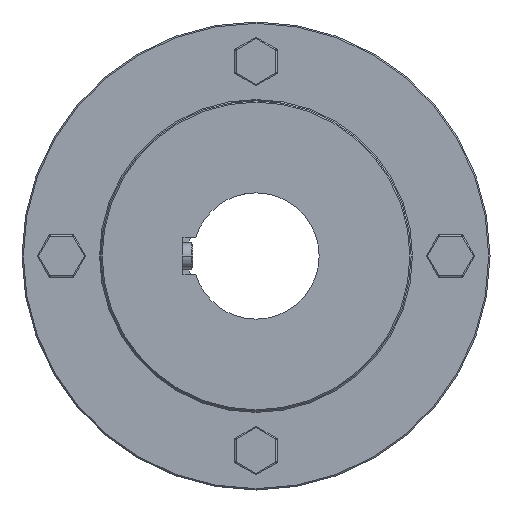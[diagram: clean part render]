
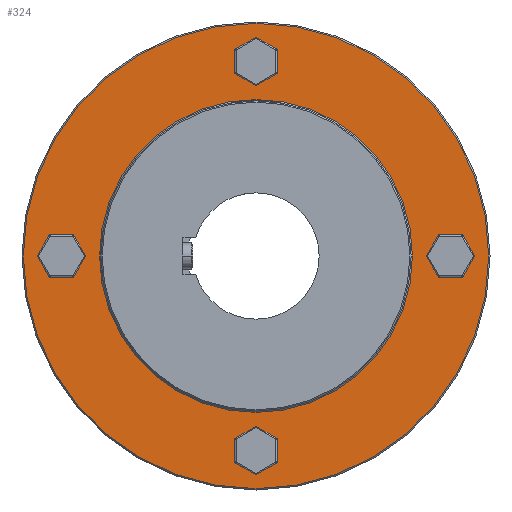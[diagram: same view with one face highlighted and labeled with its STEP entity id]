
A CAD part, left-side view. The second image highlights one B-rep face of the part: STEP entity #324.
In plain terms, the highlighted planar face has unit normal (-1, 0, 0).
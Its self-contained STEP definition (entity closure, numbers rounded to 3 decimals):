
#123 = EDGE_CURVE ( 'NONE', #568, #566, #4173, .T. ) ;
#127 = EDGE_CURVE ( 'NONE', #571, #569, #4178, .T. ) ;
#131 = EDGE_CURVE ( 'NONE', #816, #817, #4185, .T. ) ;
#135 = EDGE_CURVE ( 'NONE', #820, #821, #4189, .T. ) ;
#141 = EDGE_CURVE ( 'NONE', #839, #838, #4197, .T. ) ;
#155 = EDGE_CURVE ( 'NONE', #840, #841, #4217, .T. ) ;
#324 = ADVANCED_FACE ( 'NONE', ( #5844, #5847, #5848, #5850, #5838, #5845 ), #5646, .T. ) ;
#566 = VERTEX_POINT ( 'NONE', #7005 ) ;
#568 = VERTEX_POINT ( 'NONE', #7007 ) ;
#569 = VERTEX_POINT ( 'NONE', #7008 ) ;
#571 = VERTEX_POINT ( 'NONE', #7010 ) ;
#816 = VERTEX_POINT ( 'NONE', #7255 ) ;
#817 = VERTEX_POINT ( 'NONE', #7256 ) ;
#820 = VERTEX_POINT ( 'NONE', #7259 ) ;
#821 = VERTEX_POINT ( 'NONE', #7260 ) ;
#838 = VERTEX_POINT ( 'NONE', #7277 ) ;
#839 = VERTEX_POINT ( 'NONE', #7278 ) ;
#840 = VERTEX_POINT ( 'NONE', #7279 ) ;
#841 = VERTEX_POINT ( 'NONE', #7280 ) ;
#1251 = EDGE_CURVE ( 'NONE', #817, #816, #5864, .T. ) ;
#1253 = EDGE_CURVE ( 'NONE', #566, #568, #5867, .T. ) ;
#1257 = EDGE_CURVE ( 'NONE', #838, #839, #5871, .T. ) ;
#1258 = EDGE_CURVE ( 'NONE', #569, #571, #5873, .T. ) ;
#1259 = EDGE_CURVE ( 'NONE', #821, #820, #5875, .T. ) ;
#1260 = EDGE_CURVE ( 'NONE', #841, #840, #5877, .T. ) ;
#1594 = ORIENTED_EDGE ( 'NONE', *, *, #123, .F. ) ;
#1595 = ORIENTED_EDGE ( 'NONE', *, *, #1253, .F. ) ;
#1596 = ORIENTED_EDGE ( 'NONE', *, *, #127, .F. ) ;
#1597 = ORIENTED_EDGE ( 'NONE', *, *, #1258, .F. ) ;
#1598 = ORIENTED_EDGE ( 'NONE', *, *, #131, .F. ) ;
#1599 = ORIENTED_EDGE ( 'NONE', *, *, #1251, .F. ) ;
#1600 = ORIENTED_EDGE ( 'NONE', *, *, #135, .F. ) ;
#1601 = ORIENTED_EDGE ( 'NONE', *, *, #1259, .F. ) ;
#1602 = ORIENTED_EDGE ( 'NONE', *, *, #1260, .T. ) ;
#1603 = ORIENTED_EDGE ( 'NONE', *, *, #155, .T. ) ;
#1604 = ORIENTED_EDGE ( 'NONE', *, *, #141, .T. ) ;
#1605 = ORIENTED_EDGE ( 'NONE', *, *, #1257, .T. ) ;
#3612 = AXIS2_PLACEMENT_3D ( 'NONE', #4810, #4812, #4813 ) ;
#3617 = AXIS2_PLACEMENT_3D ( 'NONE', #4820, #4822, #4823 ) ;
#3619 = AXIS2_PLACEMENT_3D ( 'NONE', #4830, #4832, #4833 ) ;
#3621 = AXIS2_PLACEMENT_3D ( 'NONE', #4811, #4874, #4875 ) ;
#3622 = AXIS2_PLACEMENT_3D ( 'NONE', #4922, #4923, #4924 ) ;
#3627 = AXIS2_PLACEMENT_3D ( 'NONE', #4990, #4991, #4992 ) ;
#3815 = EDGE_LOOP ( 'NONE', ( #1594, #1595 ) ) ;
#3825 = EDGE_LOOP ( 'NONE', ( #1596, #1597 ) ) ;
#3826 = EDGE_LOOP ( 'NONE', ( #1598, #1599 ) ) ;
#3827 = EDGE_LOOP ( 'NONE', ( #1600, #1601 ) ) ;
#3828 = EDGE_LOOP ( 'NONE', ( #1602, #1603 ) ) ;
#3830 = EDGE_LOOP ( 'NONE', ( #1604, #1605 ) ) ;
#4173 = CIRCLE ( 'NONE', #3612, 5. ) ;
#4178 = CIRCLE ( 'NONE', #3617, 5. ) ;
#4185 = CIRCLE ( 'NONE', #3619, 5. ) ;
#4189 = CIRCLE ( 'NONE', #3621, 5. ) ;
#4197 = CIRCLE ( 'NONE', #3622, 59.5 ) ;
#4217 = CIRCLE ( 'NONE', #3627, 88.5 ) ;
#4810 = CARTESIAN_POINT ( 'NONE',  ( -31., 74., 0. ) ) ;
#4811 = CARTESIAN_POINT ( 'NONE',  ( -31., 0., -74. ) ) ;
#4812 = DIRECTION ( 'NONE',  ( -1., 0., 0. ) ) ;
#4813 = DIRECTION ( 'NONE',  ( 0., 0., 1. ) ) ;
#4820 = CARTESIAN_POINT ( 'NONE',  ( -31., 0., 74. ) ) ;
#4822 = DIRECTION ( 'NONE',  ( -1., 0., 0. ) ) ;
#4823 = DIRECTION ( 'NONE',  ( 0., 0., 1. ) ) ;
#4830 = CARTESIAN_POINT ( 'NONE',  ( -31., -74., 0. ) ) ;
#4832 = DIRECTION ( 'NONE',  ( -1., 0., 0. ) ) ;
#4833 = DIRECTION ( 'NONE',  ( 0., 0., 1. ) ) ;
#4874 = DIRECTION ( 'NONE',  ( -1., 0., 0. ) ) ;
#4875 = DIRECTION ( 'NONE',  ( 0., 0., 1. ) ) ;
#4922 = CARTESIAN_POINT ( 'NONE',  ( -31., 0., 0. ) ) ;
#4923 = DIRECTION ( 'NONE',  ( 1., 0., 0. ) ) ;
#4924 = DIRECTION ( 'NONE',  ( 0., 0., 1. ) ) ;
#4990 = CARTESIAN_POINT ( 'NONE',  ( -31., 0., 0. ) ) ;
#4991 = DIRECTION ( 'NONE',  ( -1., 0., 0. ) ) ;
#4992 = DIRECTION ( 'NONE',  ( 0., 0., 1. ) ) ;
#5644 = CARTESIAN_POINT ( 'NONE',  ( -31., 89., 0. ) ) ;
#5646 = PLANE ( 'NONE',  #6288 ) ;
#5649 = DIRECTION ( 'NONE',  ( -1., 0., 0. ) ) ;
#5650 = DIRECTION ( 'NONE',  ( 0., 0., 1. ) ) ;
#5838 = FACE_OUTER_BOUND ( 'NONE', #3828, .T. ) ;
#5844 = FACE_BOUND ( 'NONE', #3815, .T. ) ;
#5845 = FACE_BOUND ( 'NONE', #3830, .T. ) ;
#5847 = FACE_BOUND ( 'NONE', #3825, .T. ) ;
#5848 = FACE_BOUND ( 'NONE', #3826, .T. ) ;
#5850 = FACE_BOUND ( 'NONE', #3827, .T. ) ;
#5864 = CIRCLE ( 'NONE', #6294, 5. ) ;
#5867 = CIRCLE ( 'NONE', #6296, 5. ) ;
#5871 = CIRCLE ( 'NONE', #6293, 59.5 ) ;
#5873 = CIRCLE ( 'NONE', #6298, 5. ) ;
#5875 = CIRCLE ( 'NONE', #6299, 5. ) ;
#5877 = CIRCLE ( 'NONE', #6300, 88.5 ) ;
#6288 = AXIS2_PLACEMENT_3D ( 'NONE', #5644, #5649, #5650 ) ;
#6293 = AXIS2_PLACEMENT_3D ( 'NONE', #7354, #7363, #7364 ) ;
#6294 = AXIS2_PLACEMENT_3D ( 'NONE', #7335, #7346, #7347 ) ;
#6296 = AXIS2_PLACEMENT_3D ( 'NONE', #7345, #7352, #7353 ) ;
#6298 = AXIS2_PLACEMENT_3D ( 'NONE', #7359, #7366, #7367 ) ;
#6299 = AXIS2_PLACEMENT_3D ( 'NONE', #7362, #7369, #7370 ) ;
#6300 = AXIS2_PLACEMENT_3D ( 'NONE', #7365, #7371, #7372 ) ;
#7005 = CARTESIAN_POINT ( 'NONE',  ( -31., 74., 5. ) ) ;
#7007 = CARTESIAN_POINT ( 'NONE',  ( -31., 74., -5. ) ) ;
#7008 = CARTESIAN_POINT ( 'NONE',  ( -31., 0., 79. ) ) ;
#7010 = CARTESIAN_POINT ( 'NONE',  ( -31., 0., 69. ) ) ;
#7255 = CARTESIAN_POINT ( 'NONE',  ( -31., -74., -5. ) ) ;
#7256 = CARTESIAN_POINT ( 'NONE',  ( -31., -74., 5. ) ) ;
#7259 = CARTESIAN_POINT ( 'NONE',  ( -31., 0., -79. ) ) ;
#7260 = CARTESIAN_POINT ( 'NONE',  ( -31., 0., -69. ) ) ;
#7277 = CARTESIAN_POINT ( 'NONE',  ( -31., 0., 59.5 ) ) ;
#7278 = CARTESIAN_POINT ( 'NONE',  ( -31., 0., -59.5 ) ) ;
#7279 = CARTESIAN_POINT ( 'NONE',  ( -31., 0., 88.5 ) ) ;
#7280 = CARTESIAN_POINT ( 'NONE',  ( -31., 0., -88.5 ) ) ;
#7335 = CARTESIAN_POINT ( 'NONE',  ( -31., -74., 0. ) ) ;
#7345 = CARTESIAN_POINT ( 'NONE',  ( -31., 74., 0. ) ) ;
#7346 = DIRECTION ( 'NONE',  ( -1., 0., 0. ) ) ;
#7347 = DIRECTION ( 'NONE',  ( 0., 0., 1. ) ) ;
#7352 = DIRECTION ( 'NONE',  ( -1., 0., 0. ) ) ;
#7353 = DIRECTION ( 'NONE',  ( 0., 0., 1. ) ) ;
#7354 = CARTESIAN_POINT ( 'NONE',  ( -31., 0., 0. ) ) ;
#7359 = CARTESIAN_POINT ( 'NONE',  ( -31., 0., 74. ) ) ;
#7362 = CARTESIAN_POINT ( 'NONE',  ( -31., 0., -74. ) ) ;
#7363 = DIRECTION ( 'NONE',  ( 1., 0., 0. ) ) ;
#7364 = DIRECTION ( 'NONE',  ( 0., 0., 1. ) ) ;
#7365 = CARTESIAN_POINT ( 'NONE',  ( -31., 0., 0. ) ) ;
#7366 = DIRECTION ( 'NONE',  ( -1., 0., 0. ) ) ;
#7367 = DIRECTION ( 'NONE',  ( 0., 0., 1. ) ) ;
#7369 = DIRECTION ( 'NONE',  ( -1., 0., 0. ) ) ;
#7370 = DIRECTION ( 'NONE',  ( 0., 0., 1. ) ) ;
#7371 = DIRECTION ( 'NONE',  ( -1., 0., 0. ) ) ;
#7372 = DIRECTION ( 'NONE',  ( 0., 0., 1. ) ) ;
